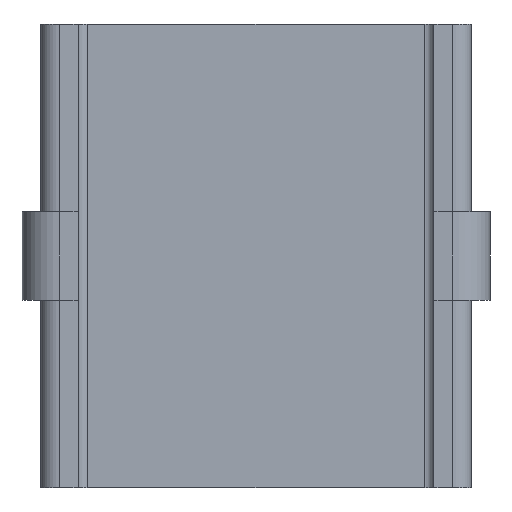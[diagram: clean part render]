
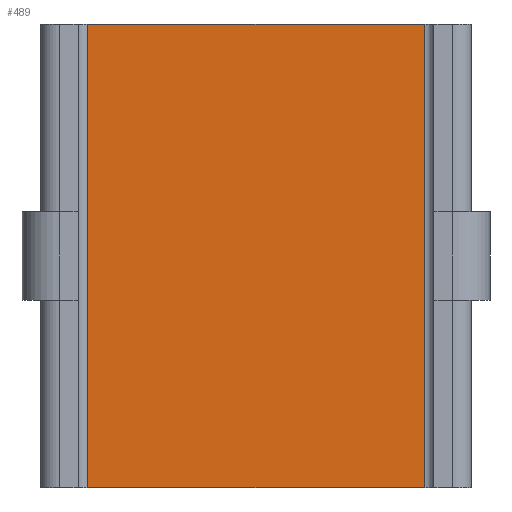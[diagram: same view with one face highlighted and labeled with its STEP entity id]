
A CAD part, front view. The second image highlights one B-rep face of the part: STEP entity #489.
In plain terms, the highlighted planar face has unit normal (0, -1, 0).
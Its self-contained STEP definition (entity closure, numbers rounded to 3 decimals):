
#43 = CARTESIAN_POINT ( 'NONE',  ( -18., 14., 29.5 ) ) ;
#55 = LINE ( 'NONE', #432, #1213 ) ;
#64 = AXIS2_PLACEMENT_3D ( 'NONE', #1215, #395, #1126 ) ;
#73 = CARTESIAN_POINT ( 'NONE',  ( 0., 14., 29.5 ) ) ;
#203 = EDGE_LOOP ( 'NONE', ( #575, #656, #562, #744 ) ) ;
#209 = CARTESIAN_POINT ( 'NONE',  ( 18., 14., 29.5 ) ) ;
#231 = VERTEX_POINT ( 'NONE', #607 ) ;
#265 = CARTESIAN_POINT ( 'NONE',  ( 18., 14., -20. ) ) ;
#278 = VECTOR ( 'NONE', #1206, 1000. ) ;
#341 = DIRECTION ( 'NONE',  ( 1., 0., 0. ) ) ;
#390 = PLANE ( 'NONE',  #64 ) ;
#395 = DIRECTION ( 'NONE',  ( 0., -1., 0. ) ) ;
#399 = VERTEX_POINT ( 'NONE', #209 ) ;
#432 = CARTESIAN_POINT ( 'NONE',  ( 0., 14., -20. ) ) ;
#489 = ADVANCED_FACE ( 'NONE', ( #844 ), #390, .T. ) ;
#525 = EDGE_CURVE ( 'NONE', #231, #888, #948, .T. ) ;
#540 = VECTOR ( 'NONE', #572, 1000. ) ;
#562 = ORIENTED_EDGE ( 'NONE', *, *, #525, .F. ) ;
#572 = DIRECTION ( 'NONE',  ( 0., 0., 1. ) ) ;
#575 = ORIENTED_EDGE ( 'NONE', *, *, #799, .T. ) ;
#607 = CARTESIAN_POINT ( 'NONE',  ( -18., 14., -20. ) ) ;
#656 = ORIENTED_EDGE ( 'NONE', *, *, #764, .F. ) ;
#744 = ORIENTED_EDGE ( 'NONE', *, *, #950, .T. ) ;
#764 = EDGE_CURVE ( 'NONE', #888, #399, #913, .T. ) ;
#799 = EDGE_CURVE ( 'NONE', #973, #399, #910, .T. ) ;
#832 = CARTESIAN_POINT ( 'NONE',  ( 18., 14., -20. ) ) ;
#844 = FACE_OUTER_BOUND ( 'NONE', #203, .T. ) ;
#888 = VERTEX_POINT ( 'NONE', #43 ) ;
#910 = LINE ( 'NONE', #832, #278 ) ;
#913 = LINE ( 'NONE', #73, #1101 ) ;
#948 = LINE ( 'NONE', #1143, #540 ) ;
#950 = EDGE_CURVE ( 'NONE', #231, #973, #55, .T. ) ;
#973 = VERTEX_POINT ( 'NONE', #265 ) ;
#1098 = DIRECTION ( 'NONE',  ( 1., 0., 0. ) ) ;
#1101 = VECTOR ( 'NONE', #1098, 1000. ) ;
#1126 = DIRECTION ( 'NONE',  ( 0., 0., -1. ) ) ;
#1143 = CARTESIAN_POINT ( 'NONE',  ( -18., 14., -20. ) ) ;
#1206 = DIRECTION ( 'NONE',  ( 0., 0., 1. ) ) ;
#1213 = VECTOR ( 'NONE', #341, 1000. ) ;
#1215 = CARTESIAN_POINT ( 'NONE',  ( 18., 14., -20. ) ) ;
